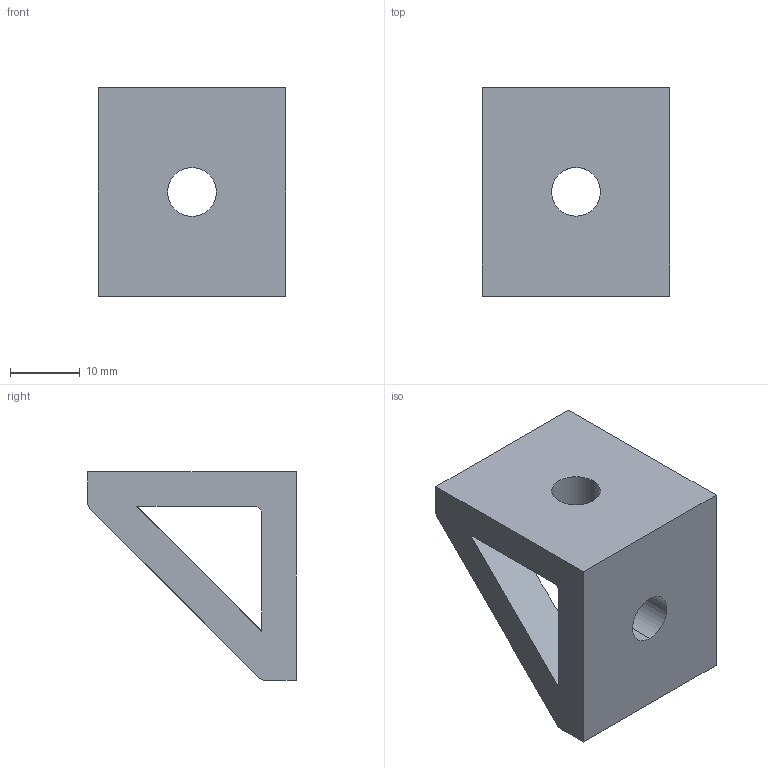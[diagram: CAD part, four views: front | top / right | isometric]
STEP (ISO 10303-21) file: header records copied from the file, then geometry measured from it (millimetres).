
FILE_DESCRIPTION (( 'STEP AP203' ), '1' );
FILE_NAME ('162989.step', '2023-01-11T15:40:07', ( '' ), ( '' ), 'SwSTEP 2.0', 'SolidWorks 2021', '' );
FILE_SCHEMA (( 'CONFIG_CONTROL_DESIGN' ));
Length unit declared in the file: inch
Products named in the file (1): 162989
Bounding box: 27 x 30 x 30 mm (x, y, z)
Volume: 9848.6 mm3; surface area: 5169.7 mm2
Topology: 1 solids, 1 shells, 26 faces, 66 edges, 42 vertices
Faces by surface type: cylinder 16, plane 10
Entity records: 874 total; most frequent: CARTESIAN_POINT 186, ORIENTED_EDGE 132, DIRECTION 118, EDGE_CURVE 66, VERTEX_POINT 42, AXIS2_PLACEMENT_3D 41, VECTOR 36, LINE 36
